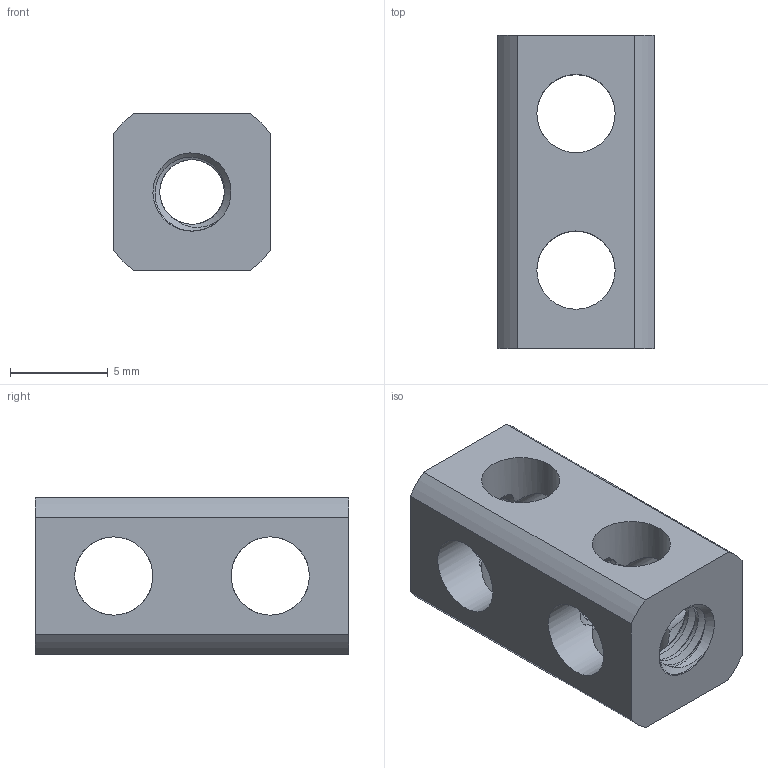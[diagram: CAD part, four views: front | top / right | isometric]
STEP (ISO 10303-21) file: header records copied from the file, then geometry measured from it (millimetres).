
FILE_DESCRIPTION( ( '' ), ' ' );
FILE_NAME( '5a2ac69272ac810ef6302d29.step', '2017-12-08T17:06:27', ( '' ), ( '' ), ' ', ' ', ' ' );
FILE_SCHEMA( ( 'AUTOMOTIVE_DESIGN { 1 0 10303 214 1 1 1 1 }' ) );
Length unit declared in the file: metre
Products named in the file (1): 1119-0002-0016
Bounding box: 8 x 16 x 8 mm (x, y, z)
Volume: 592.9 mm3; surface area: 860.2 mm2
Topology: 1 solids, 1 shells, 70 faces, 319 edges, 243 vertices
Faces by surface type: cylinder 43, bspline 18, plane 7, cone 2
Full cylindrical faces by diameter (mm): 4 x8
Entity records: 5602 total; most frequent: CARTESIAN_POINT 2967, ORIENTED_EDGE 622, EDGE_CURVE 311, DIRECTION 262, VERTEX_POINT 243, AXIS2_PLACEMENT_3D 123, B_SPLINE_CURVE_WITH_KNOTS 94, EDGE_LOOP 88
